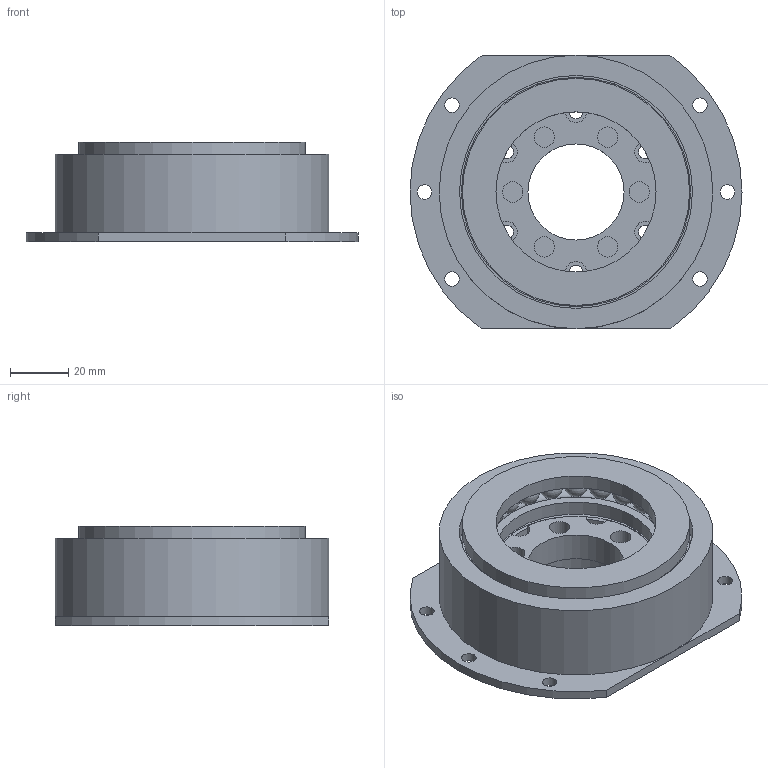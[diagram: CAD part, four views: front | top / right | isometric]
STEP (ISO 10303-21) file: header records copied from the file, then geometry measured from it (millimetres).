
FILE_DESCRIPTION(/* description */ (''),/* implementation_level */ '2;1');
FILE_NAME(/* name */ 'output_shaft_cover_thread_with bearing v7.step',/* time_stamp */ '2024-05-28T16:35:08+02:00',/* author */ (''),/* organization */ (''),/* preprocessor_version */ 'ST-DEVELOPER v20',/* originating_system */ 'Autodesk Translation Framework v13.14.0.145',/* authorisation */ '');
FILE_SCHEMA (('AUTOMOTIVE_DESIGN { 1 0 10303 214 3 1 1 }'));
Length unit declared in the file: millimetre
Products named in the file (4): output_shaft_cover_thread_with bearing; Bearing_72_55_9mm; output_shaft_thread; łozysko wzdłuzne 55_78_16
Assembly tree (3 placements, depth 2):
  output_shaft_cover_thread_with bearing
    Bearing_72_55_9mm
    output_shaft_thread
    łozysko wzdłuzne 55_78_16
Bounding box: 114 x 94 x 34 mm (x, y, z)
Volume: 145868.8 mm3; surface area: 75626.3 mm2
Topology: 31 solids, 31 shells, 147 faces, 298 edges, 198 vertices
Faces by surface type: cylinder 70, plane 51, sphere 24, torus 2
Full cylindrical faces by diameter (mm): 4.7 x22, 5 x6, 7 x6, 33 x1, 37.1 x1, 55 x3, 58 x4, 68 x6, 72 x1, 73 x1, 78 x2, 78.7 x1, 80 x1, 94 x1
Entity records: 3906 total; most frequent: DIRECTION 730, CARTESIAN_POINT 602, ORIENTED_EDGE 500, AXIS2_PLACEMENT_3D 326, EDGE_CURVE 250, EDGE_LOOP 218, VERTEX_POINT 198, CIRCLE 172
